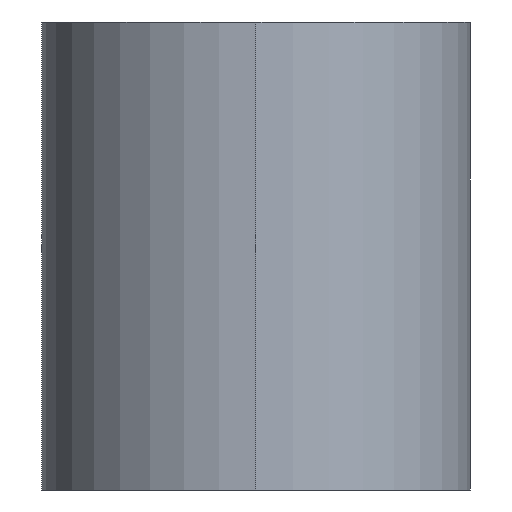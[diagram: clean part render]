
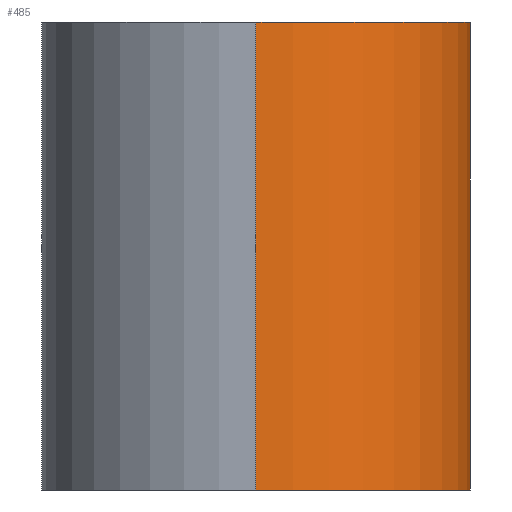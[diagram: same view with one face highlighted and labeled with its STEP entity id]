
A CAD part, left-side view. The second image highlights one B-rep face of the part: STEP entity #485.
In plain terms, the highlighted cylindrical face has radius 4.4 mm (diameter 8.8 mm), a partial arc.
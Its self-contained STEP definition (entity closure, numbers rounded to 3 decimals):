
#28 = CYLINDRICAL_SURFACE ( 'NONE', #29, 4.4 ) ;
#29 = AXIS2_PLACEMENT_3D ( 'NONE', #106, #111, #94 ) ;
#34 = AXIS2_PLACEMENT_3D ( 'NONE', #311, #304, #102 ) ;
#54 = FACE_OUTER_BOUND ( 'NONE', #632, .T. ) ;
#94 = DIRECTION ( 'NONE',  ( -1., 0., 0. ) ) ;
#102 = DIRECTION ( 'NONE',  ( 1., 0., 0. ) ) ;
#106 = CARTESIAN_POINT ( 'NONE',  ( 0., 0., 4.8 ) ) ;
#111 = DIRECTION ( 'NONE',  ( 0., 0., -1. ) ) ;
#169 = CARTESIAN_POINT ( 'NONE',  ( 0., 0., -4.8 ) ) ;
#173 = DIRECTION ( 'NONE',  ( 0., 0., 1. ) ) ;
#174 = DIRECTION ( 'NONE',  ( 1., 0., 0. ) ) ;
#209 = LINE ( 'NONE', #210, #344 ) ;
#210 = CARTESIAN_POINT ( 'NONE',  ( 0., -4.4, 4.8 ) ) ;
#211 = DIRECTION ( 'NONE',  ( 0., 0., -1. ) ) ;
#228 = LINE ( 'NONE', #229, #339 ) ;
#229 = CARTESIAN_POINT ( 'NONE',  ( -4.4, 0., 4.8 ) ) ;
#230 = DIRECTION ( 'NONE',  ( 0., 0., -1. ) ) ;
#304 = DIRECTION ( 'NONE',  ( 0., 0., 1. ) ) ;
#311 = CARTESIAN_POINT ( 'NONE',  ( 0., 0., 4.8 ) ) ;
#339 = VECTOR ( 'NONE', #230, 1000. ) ;
#344 = VECTOR ( 'NONE', #211, 1000. ) ;
#369 = AXIS2_PLACEMENT_3D ( 'NONE', #169, #173, #174 ) ;
#379 = VERTEX_POINT ( 'NONE', #730 ) ;
#380 = VERTEX_POINT ( 'NONE', #729 ) ;
#381 = ORIENTED_EDGE ( 'NONE', *, *, #552, .T. ) ;
#382 = ORIENTED_EDGE ( 'NONE', *, *, #540, .F. ) ;
#396 = ORIENTED_EDGE ( 'NONE', *, *, #481, .F. ) ;
#405 = VERTEX_POINT ( 'NONE', #727 ) ;
#408 = VERTEX_POINT ( 'NONE', #601 ) ;
#410 = ORIENTED_EDGE ( 'NONE', *, *, #519, .T. ) ;
#481 = EDGE_CURVE ( 'NONE', #405, #408, #500, .T. ) ;
#483 = CIRCLE ( 'NONE', #369, 4.4 ) ;
#485 = ADVANCED_FACE ( 'NONE', ( #54 ), #28, .T. ) ;
#500 = CIRCLE ( 'NONE', #34, 4.4 ) ;
#519 = EDGE_CURVE ( 'NONE', #379, #380, #483, .T. ) ;
#540 = EDGE_CURVE ( 'NONE', #408, #380, #209, .T. ) ;
#552 = EDGE_CURVE ( 'NONE', #405, #379, #228, .T. ) ;
#601 = CARTESIAN_POINT ( 'NONE',  ( 0., -4.4, 4.8 ) ) ;
#632 = EDGE_LOOP ( 'NONE', ( #396, #381, #410, #382 ) ) ;
#727 = CARTESIAN_POINT ( 'NONE',  ( -4.4, 0., 4.8 ) ) ;
#729 = CARTESIAN_POINT ( 'NONE',  ( 0., -4.4, -4.8 ) ) ;
#730 = CARTESIAN_POINT ( 'NONE',  ( -4.4, 0., -4.8 ) ) ;
